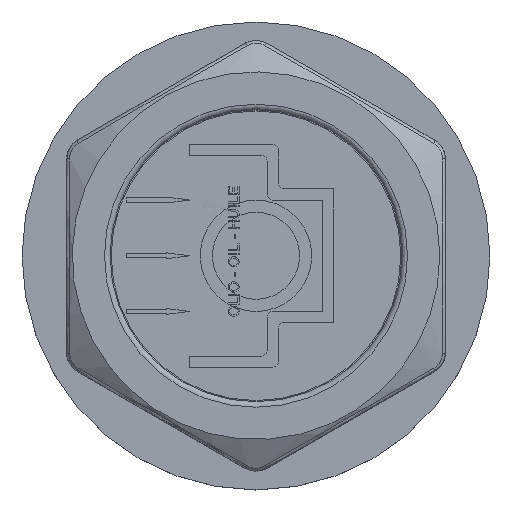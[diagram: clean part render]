
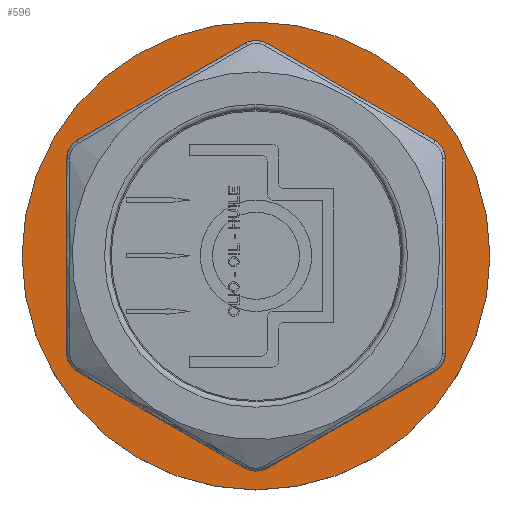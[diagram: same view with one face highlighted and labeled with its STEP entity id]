
A CAD part, top view. The second image highlights one B-rep face of the part: STEP entity #596.
In plain terms, the highlighted planar face has unit normal (0, 0, 1).
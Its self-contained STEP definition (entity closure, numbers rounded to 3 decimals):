
#596 = ADVANCED_FACE( '', ( #1242, #1243 ), #1244, .F. );
#1242 = FACE_BOUND( '', #2900, .T. );
#1243 = FACE_OUTER_BOUND( '', #2901, .T. );
#1244 = PLANE( '', #2902 );
#2900 = EDGE_LOOP( '', ( #4602, #4603, #4604, #4605, #4606, #4607, #4608, #4609, #4610, #4611, #4612, #4613 ) );
#2901 = EDGE_LOOP( '', ( #4614 ) );
#2902 = AXIS2_PLACEMENT_3D( '', #4615, #4616, #4617 );
#4602 = ORIENTED_EDGE( '', *, *, #5123, .T. );
#4603 = ORIENTED_EDGE( '', *, *, #5242, .F. );
#4604 = ORIENTED_EDGE( '', *, *, #5235, .T. );
#4605 = ORIENTED_EDGE( '', *, *, #5100, .F. );
#4606 = ORIENTED_EDGE( '', *, *, #4987, .T. );
#4607 = ORIENTED_EDGE( '', *, *, #5189, .F. );
#4608 = ORIENTED_EDGE( '', *, *, #5104, .T. );
#4609 = ORIENTED_EDGE( '', *, *, #5136, .F. );
#4610 = ORIENTED_EDGE( '', *, *, #5230, .T. );
#4611 = ORIENTED_EDGE( '', *, *, #4931, .F. );
#4612 = ORIENTED_EDGE( '', *, *, #5161, .T. );
#4613 = ORIENTED_EDGE( '', *, *, #4826, .F. );
#4614 = ORIENTED_EDGE( '', *, *, #5151, .T. );
#4615 = CARTESIAN_POINT( '', ( 10.5, 0., 10. ) );
#4616 = DIRECTION( '', ( 0., 0., -1. ) );
#4617 = DIRECTION( '', ( -1., 0., 0. ) );
#4826 = EDGE_CURVE( '', #5590, #5586, #5592, .T. );
#4931 = EDGE_CURVE( '', #5753, #5749, #5755, .T. );
#4987 = EDGE_CURVE( '', #5832, #5834, #5836, .F. );
#5100 = EDGE_CURVE( '', #5832, #5992, #5994, .T. );
#5104 = EDGE_CURVE( '', #5996, #5998, #6000, .F. );
#5123 = EDGE_CURVE( '', #5590, #6023, #6025, .F. );
#5136 = EDGE_CURVE( '', #6040, #5998, #6042, .T. );
#5151 = EDGE_CURVE( '', #6058, #6058, #6059, .T. );
#5161 = EDGE_CURVE( '', #5753, #5586, #6071, .F. );
#5189 = EDGE_CURVE( '', #5996, #5834, #6103, .T. );
#5230 = EDGE_CURVE( '', #6040, #5749, #6149, .F. );
#5235 = EDGE_CURVE( '', #6153, #5992, #6155, .F. );
#5242 = EDGE_CURVE( '', #6153, #6023, #6162, .T. );
#5586 = VERTEX_POINT( '', #7043 );
#5590 = VERTEX_POINT( '', #7069 );
#5592 = LINE( '', #7072, #7073 );
#5749 = VERTEX_POINT( '', #7509 );
#5753 = VERTEX_POINT( '', #7535 );
#5755 = LINE( '', #7538, #7539 );
#5832 = VERTEX_POINT( '', #7681 );
#5834 = VERTEX_POINT( '', #7684 );
#5836 = CIRCLE( '', #7687, 1. );
#5992 = VERTEX_POINT( '', #8014 );
#5994 = LINE( '', #8017, #8018 );
#5996 = VERTEX_POINT( '', #8020 );
#5998 = VERTEX_POINT( '', #8023 );
#6000 = CIRCLE( '', #8026, 1. );
#6023 = VERTEX_POINT( '', #8057 );
#6025 = CIRCLE( '', #8060, 1. );
#6040 = VERTEX_POINT( '', #8100 );
#6042 = LINE( '', #8103, #8104 );
#6058 = VERTEX_POINT( '', #8175 );
#6059 = CIRCLE( '', #8176, 10.5 );
#6071 = CIRCLE( '', #8192, 1. );
#6103 = LINE( '', #8237, #8238 );
#6149 = CIRCLE( '', #8305, 1. );
#6153 = VERTEX_POINT( '', #8309 );
#6155 = CIRCLE( '', #8312, 1. );
#6162 = LINE( '', #8319, #8320 );
#7043 = CARTESIAN_POINT( '', ( -8.5, -4.33, 10. ) );
#7069 = CARTESIAN_POINT( '', ( -8.5, 4.33, 10. ) );
#7072 = CARTESIAN_POINT( '', ( -8.5, 4.907, 10. ) );
#7073 = VECTOR( '', #8466, 1000. );
#7509 = CARTESIAN_POINT( '', ( -0.5, -9.526, 10. ) );
#7535 = CARTESIAN_POINT( '', ( -8., -5.196, 10. ) );
#7538 = CARTESIAN_POINT( '', ( -8.5, -4.907, 10. ) );
#7539 = VECTOR( '', #8518, 1000. );
#7681 = CARTESIAN_POINT( '', ( 8., 5.196, 10. ) );
#7684 = CARTESIAN_POINT( '', ( 8.5, 4.33, 10. ) );
#7687 = AXIS2_PLACEMENT_3D( '', #8565, #8566, #8567 );
#8014 = CARTESIAN_POINT( '', ( 0.5, 9.526, 10. ) );
#8017 = CARTESIAN_POINT( '', ( 8.5, 4.907, 10. ) );
#8018 = VECTOR( '', #8627, 1000. );
#8020 = CARTESIAN_POINT( '', ( 8.5, -4.33, 10. ) );
#8023 = CARTESIAN_POINT( '', ( 8., -5.196, 10. ) );
#8026 = AXIS2_PLACEMENT_3D( '', #8630, #8631, #8632 );
#8057 = CARTESIAN_POINT( '', ( -8., 5.196, 10. ) );
#8060 = AXIS2_PLACEMENT_3D( '', #8645, #8646, #8647 );
#8100 = CARTESIAN_POINT( '', ( 0.5, -9.526, 10. ) );
#8103 = CARTESIAN_POINT( '', ( 0., -9.815, 10. ) );
#8104 = VECTOR( '', #8652, 1000. );
#8175 = CARTESIAN_POINT( '', ( 10.5, 0., 10. ) );
#8176 = AXIS2_PLACEMENT_3D( '', #8653, #8654, #8655 );
#8192 = AXIS2_PLACEMENT_3D( '', #8662, #8663, #8664 );
#8237 = CARTESIAN_POINT( '', ( 8.5, -4.907, 10. ) );
#8238 = VECTOR( '', #8676, 1000. );
#8305 = AXIS2_PLACEMENT_3D( '', #8708, #8709, #8710 );
#8309 = CARTESIAN_POINT( '', ( -0.5, 9.526, 10. ) );
#8312 = AXIS2_PLACEMENT_3D( '', #8712, #8713, #8714 );
#8319 = CARTESIAN_POINT( '', ( 0., 9.815, 10. ) );
#8320 = VECTOR( '', #8715, 1000. );
#8466 = DIRECTION( '', ( 0., -1., 0. ) );
#8518 = DIRECTION( '', ( 0.866, -0.5, 0. ) );
#8565 = CARTESIAN_POINT( '', ( 7.5, 4.33, 10. ) );
#8566 = DIRECTION( '', ( 0., 0., 1. ) );
#8567 = DIRECTION( '', ( 1., 0., 0. ) );
#8627 = DIRECTION( '', ( -0.866, 0.5, 0. ) );
#8630 = CARTESIAN_POINT( '', ( 7.5, -4.33, 10. ) );
#8631 = DIRECTION( '', ( 0., 0., 1. ) );
#8632 = DIRECTION( '', ( 1., 0., 0. ) );
#8645 = CARTESIAN_POINT( '', ( -7.5, 4.33, 10. ) );
#8646 = DIRECTION( '', ( 0., 0., 1. ) );
#8647 = DIRECTION( '', ( 1., 0., 0. ) );
#8652 = DIRECTION( '', ( 0.866, 0.5, 0. ) );
#8653 = CARTESIAN_POINT( '', ( 0., 0., 10. ) );
#8654 = DIRECTION( '', ( 0., 0., 1. ) );
#8655 = DIRECTION( '', ( 1., 0., 0. ) );
#8662 = CARTESIAN_POINT( '', ( -7.5, -4.33, 10. ) );
#8663 = DIRECTION( '', ( 0., 0., 1. ) );
#8664 = DIRECTION( '', ( 1., 0., 0. ) );
#8676 = DIRECTION( '', ( 0., 1., 0. ) );
#8708 = CARTESIAN_POINT( '', ( 0., -8.66, 10. ) );
#8709 = DIRECTION( '', ( 0., 0., 1. ) );
#8710 = DIRECTION( '', ( 1., 0., 0. ) );
#8712 = CARTESIAN_POINT( '', ( 0., 8.66, 10. ) );
#8713 = DIRECTION( '', ( 0., 0., 1. ) );
#8714 = DIRECTION( '', ( 1., 0., 0. ) );
#8715 = DIRECTION( '', ( -0.866, -0.5, 0. ) );
